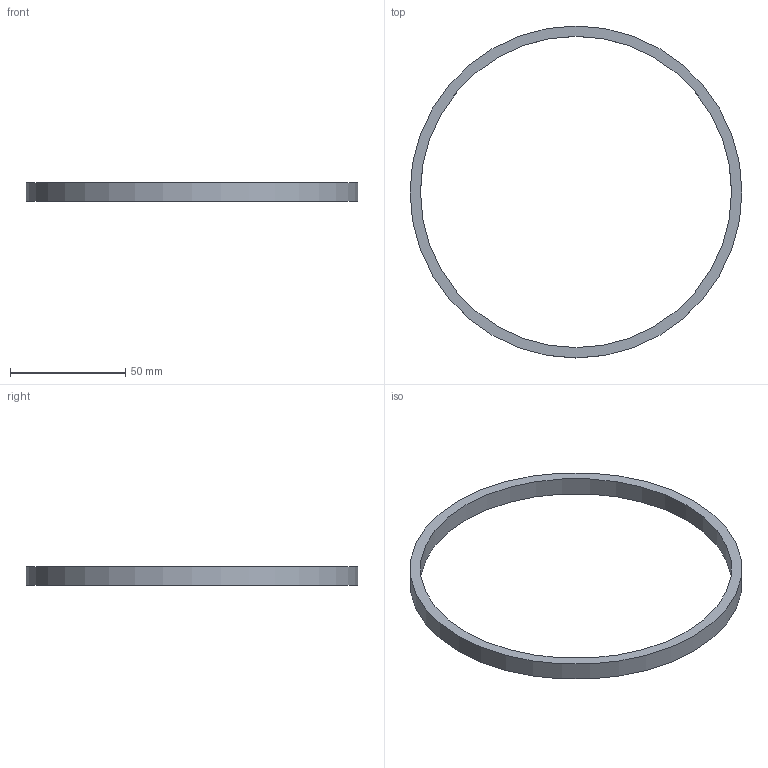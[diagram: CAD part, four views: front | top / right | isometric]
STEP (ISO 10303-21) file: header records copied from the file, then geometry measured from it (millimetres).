
FILE_DESCRIPTION(('STEP AP242'), '1');
FILE_NAME('36. Óïëîòíèòåëüíîå êîëüöî äëÿ óïëîòíèòåëüíîé âòóëêè çàäíåâîãî êîíöåâîãî óïëîòíåíèÿ', '', ('UNSPECIFIED'), ('UNSPECIFIED'), 'C3D Converter', 'C3D Toolkit', '');
FILE_SCHEMA(('AP242_MANAGED_MODEL_BASED_3D_ENGINEERING_MIM_LF { 1 0 10303 442 1 1 4 }'));
Length unit declared in the file: millimetre
Bounding box: 144 x 144 x 8 mm (x, y, z)
Volume: 15777.1 mm3; surface area: 10956.3 mm2
Topology: 1 solids, 1 shells, 4 faces, 6 edges, 4 vertices
Faces by surface type: plane 2, cylinder 2
Full cylindrical faces by diameter (mm): 135 x1, 144 x1
Entity records: 160 total; most frequent: DIRECTION 18, CARTESIAN_POINT 13, AXIS2_PLACEMENT_3D 9, EDGE_LOOP 8, ORIENTED_EDGE 8, COLOUR_RGB 5, FILL_AREA_STYLE_COLOUR 5, FILL_AREA_STYLE 5
